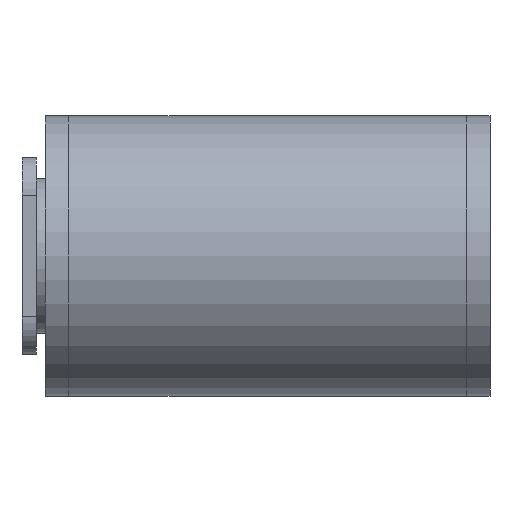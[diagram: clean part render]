
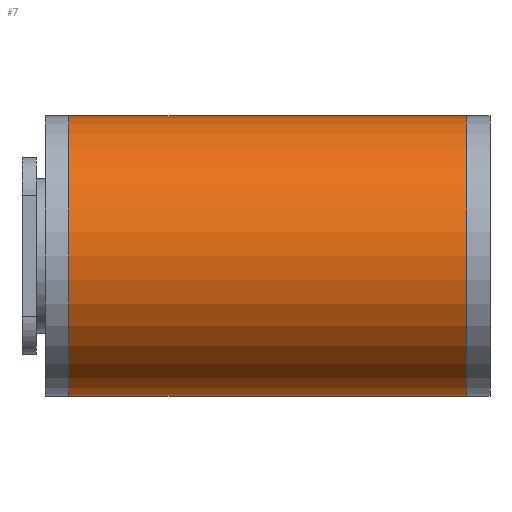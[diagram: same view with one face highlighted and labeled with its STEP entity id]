
A CAD part, left-side view. The second image highlights one B-rep face of the part: STEP entity #7.
In plain terms, the highlighted cylindrical face has radius 30 mm (diameter 60 mm), a partial arc.
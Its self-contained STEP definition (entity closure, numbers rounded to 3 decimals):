
#3 = EDGE_CURVE ( 'NONE', #634, #654, #955, .T. ) ;
#7 = ADVANCED_FACE ( 'NONE', ( #536 ), #815, .T. ) ;
#73 = ORIENTED_EDGE ( 'NONE', *, *, #1199, .T. ) ;
#88 = AXIS2_PLACEMENT_3D ( 'NONE', #162, #735, #521 ) ;
#135 = CIRCLE ( 'NONE', #531, 30. ) ;
#162 = CARTESIAN_POINT ( 'NONE',  ( 0., 85., 0. ) ) ;
#314 = EDGE_CURVE ( 'NONE', #934, #654, #702, .T. ) ;
#346 = VECTOR ( 'NONE', #424, 1000. ) ;
#394 = CARTESIAN_POINT ( 'NONE',  ( 0., 85., 30. ) ) ;
#405 = AXIS2_PLACEMENT_3D ( 'NONE', #1029, #643, #1224 ) ;
#410 = ORIENTED_EDGE ( 'NONE', *, *, #3, .T. ) ;
#424 = DIRECTION ( 'NONE',  ( 0., -1., 0. ) ) ;
#473 = VERTEX_POINT ( 'NONE', #873 ) ;
#486 = CARTESIAN_POINT ( 'NONE',  ( 0., 0., 30. ) ) ;
#510 = DIRECTION ( 'NONE',  ( 0., 0., 1. ) ) ;
#521 = DIRECTION ( 'NONE',  ( 0., 0., -1. ) ) ;
#531 = AXIS2_PLACEMENT_3D ( 'NONE', #597, #703, #510 ) ;
#536 = FACE_OUTER_BOUND ( 'NONE', #572, .T. ) ;
#542 = LINE ( 'NONE', #722, #346 ) ;
#572 = EDGE_LOOP ( 'NONE', ( #1047, #822, #73, #410 ) ) ;
#597 = CARTESIAN_POINT ( 'NONE',  ( 0., 85., 0. ) ) ;
#634 = VERTEX_POINT ( 'NONE', #667 ) ;
#643 = DIRECTION ( 'NONE',  ( 0., 1., 0. ) ) ;
#654 = VERTEX_POINT ( 'NONE', #486 ) ;
#667 = CARTESIAN_POINT ( 'NONE',  ( 0., 0., -30. ) ) ;
#702 = LINE ( 'NONE', #394, #921 ) ;
#703 = DIRECTION ( 'NONE',  ( 0., 1., 0. ) ) ;
#722 = CARTESIAN_POINT ( 'NONE',  ( 0., 85., -30. ) ) ;
#735 = DIRECTION ( 'NONE',  ( 0., -1., 0. ) ) ;
#815 = CYLINDRICAL_SURFACE ( 'NONE', #88, 30. ) ;
#822 = ORIENTED_EDGE ( 'NONE', *, *, #972, .F. ) ;
#873 = CARTESIAN_POINT ( 'NONE',  ( 0., 85., -30. ) ) ;
#921 = VECTOR ( 'NONE', #1175, 1000. ) ;
#934 = VERTEX_POINT ( 'NONE', #1076 ) ;
#955 = CIRCLE ( 'NONE', #405, 30. ) ;
#972 = EDGE_CURVE ( 'NONE', #473, #934, #135, .T. ) ;
#1029 = CARTESIAN_POINT ( 'NONE',  ( 0., 0., 0. ) ) ;
#1047 = ORIENTED_EDGE ( 'NONE', *, *, #314, .F. ) ;
#1076 = CARTESIAN_POINT ( 'NONE',  ( 0., 85., 30. ) ) ;
#1175 = DIRECTION ( 'NONE',  ( 0., -1., 0. ) ) ;
#1199 = EDGE_CURVE ( 'NONE', #473, #634, #542, .T. ) ;
#1224 = DIRECTION ( 'NONE',  ( 0., 0., 1. ) ) ;
